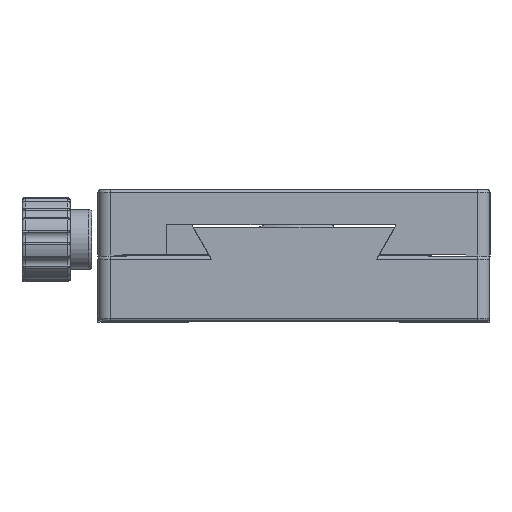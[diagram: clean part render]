
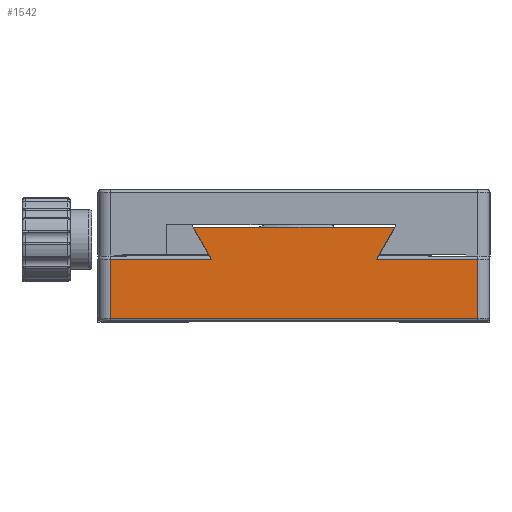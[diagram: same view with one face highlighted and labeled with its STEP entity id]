
A CAD part, left-side view. The second image highlights one B-rep face of the part: STEP entity #1542.
In plain terms, the highlighted planar face has unit normal (-1, 0, 0).
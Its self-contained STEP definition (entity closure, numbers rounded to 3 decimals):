
#1542 = ADVANCED_FACE ( 'NONE', ( #28864 ), #52703, .F. ) ;
#1850 = ORIENTED_EDGE ( 'NONE', *, *, #55086, .F. ) ;
#2198 = AXIS2_PLACEMENT_3D ( 'NONE', #16143, #31961, #53177 ) ;
#2228 = AXIS2_PLACEMENT_3D ( 'NONE', #31816, #42577, #36491 ) ;
#2474 = VERTEX_POINT ( 'NONE', #51995 ) ;
#3843 = CIRCLE ( 'NONE', #2228, 0.1 ) ;
#3951 = VECTOR ( 'NONE', #48322, 1000. ) ;
#6625 = VERTEX_POINT ( 'NONE', #62458 ) ;
#7958 = ORIENTED_EDGE ( 'NONE', *, *, #29083, .T. ) ;
#8309 = CARTESIAN_POINT ( 'NONE',  ( -70., -30.5, 0.7 ) ) ;
#8590 = CARTESIAN_POINT ( 'NONE',  ( -70., -30.5, 10.5 ) ) ;
#8671 = CARTESIAN_POINT ( 'NONE',  ( -70., -16.598, 15.7 ) ) ;
#8903 = DIRECTION ( 'NONE',  ( 0., 1., 0. ) ) ;
#10289 = ORIENTED_EDGE ( 'NONE', *, *, #62525, .F. ) ;
#10431 = ORIENTED_EDGE ( 'NONE', *, *, #56412, .F. ) ;
#10464 = CIRCLE ( 'NONE', #54143, 0.1 ) ;
#11997 = CARTESIAN_POINT ( 'NONE',  ( -70., 14., 11. ) ) ;
#12901 = LINE ( 'NONE', #46546, #64570 ) ;
#13200 = VECTOR ( 'NONE', #45133, 1000. ) ;
#13487 = EDGE_CURVE ( 'NONE', #42610, #19758, #38143, .T. ) ;
#15446 = CARTESIAN_POINT ( 'NONE',  ( -70., 30.5, 0.7 ) ) ;
#15959 = CARTESIAN_POINT ( 'NONE',  ( -70., -14., 10.5 ) ) ;
#16143 = CARTESIAN_POINT ( 'NONE',  ( -70., 32.5, 11. ) ) ;
#16333 = VECTOR ( 'NONE', #25177, 1000. ) ;
#19758 = VERTEX_POINT ( 'NONE', #63123 ) ;
#20940 = ORIENTED_EDGE ( 'NONE', *, *, #61493, .T. ) ;
#21694 = VECTOR ( 'NONE', #28258, 1000. ) ;
#23130 = DIRECTION ( 'NONE',  ( 0., 0.5, 0.866 ) ) ;
#23564 = EDGE_CURVE ( 'NONE', #2474, #41262, #10464, .T. ) ;
#23941 = VECTOR ( 'NONE', #23130, 1000. ) ;
#25007 = VECTOR ( 'NONE', #34231, 1000. ) ;
#25177 = DIRECTION ( 'NONE',  ( 0., 0., 1. ) ) ;
#25595 = LINE ( 'NONE', #11997, #23941 ) ;
#28258 = DIRECTION ( 'NONE',  ( 0., -1., 0. ) ) ;
#28380 = LINE ( 'NONE', #68772, #25007 ) ;
#28864 = FACE_OUTER_BOUND ( 'NONE', #69202, .T. ) ;
#29083 = EDGE_CURVE ( 'NONE', #6625, #43216, #3843, .T. ) ;
#31087 = LINE ( 'NONE', #68841, #37771 ) ;
#31147 = CARTESIAN_POINT ( 'NONE',  ( -70., -16.598, 15.8 ) ) ;
#31816 = CARTESIAN_POINT ( 'NONE',  ( -70., 16.598, 15.7 ) ) ;
#31961 = DIRECTION ( 'NONE',  ( 1., 0., 0. ) ) ;
#32443 = ORIENTED_EDGE ( 'NONE', *, *, #46015, .T. ) ;
#33520 = ORIENTED_EDGE ( 'NONE', *, *, #62707, .T. ) ;
#33987 = VERTEX_POINT ( 'NONE', #8590 ) ;
#34231 = DIRECTION ( 'NONE',  ( 0., -1., 0. ) ) ;
#36372 = LINE ( 'NONE', #15959, #3951 ) ;
#36491 = DIRECTION ( 'NONE',  ( 0., 1., 0. ) ) ;
#37771 = VECTOR ( 'NONE', #69084, 1000. ) ;
#38143 = LINE ( 'NONE', #39784, #13200 ) ;
#38303 = CARTESIAN_POINT ( 'NONE',  ( -70., -13.711, 10.5 ) ) ;
#39784 = CARTESIAN_POINT ( 'NONE',  ( -70., 30.5, 10.5 ) ) ;
#41262 = VERTEX_POINT ( 'NONE', #31147 ) ;
#42514 = CARTESIAN_POINT ( 'NONE',  ( -70., 16.685, 15.65 ) ) ;
#42577 = DIRECTION ( 'NONE',  ( -1., 0., 0. ) ) ;
#42610 = VERTEX_POINT ( 'NONE', #51824 ) ;
#43216 = VERTEX_POINT ( 'NONE', #42514 ) ;
#43217 = VERTEX_POINT ( 'NONE', #15446 ) ;
#45133 = DIRECTION ( 'NONE',  ( 0., 1., 0. ) ) ;
#46015 = EDGE_CURVE ( 'NONE', #33987, #60511, #36372, .T. ) ;
#46318 = DIRECTION ( 'NONE',  ( 0., 0., -1. ) ) ;
#46546 = CARTESIAN_POINT ( 'NONE',  ( -70., 30.5, 11. ) ) ;
#46673 = LINE ( 'NONE', #60692, #21694 ) ;
#48322 = DIRECTION ( 'NONE',  ( 0., 1., 0. ) ) ;
#48456 = ORIENTED_EDGE ( 'NONE', *, *, #67817, .T. ) ;
#50803 = DIRECTION ( 'NONE',  ( -1., 0., 0. ) ) ;
#51056 = CARTESIAN_POINT ( 'NONE',  ( -70., -30.5, 11. ) ) ;
#51824 = CARTESIAN_POINT ( 'NONE',  ( -70., 13.711, 10.5 ) ) ;
#51995 = CARTESIAN_POINT ( 'NONE',  ( -70., -16.685, 15.65 ) ) ;
#52703 = PLANE ( 'NONE',  #2198 ) ;
#53177 = DIRECTION ( 'NONE',  ( 0., 1., 0. ) ) ;
#54143 = AXIS2_PLACEMENT_3D ( 'NONE', #8671, #50803, #8903 ) ;
#55086 = EDGE_CURVE ( 'NONE', #2474, #60511, #31087, .T. ) ;
#56412 = EDGE_CURVE ( 'NONE', #6625, #41262, #46673, .T. ) ;
#60511 = VERTEX_POINT ( 'NONE', #38303 ) ;
#60585 = LINE ( 'NONE', #51056, #16333 ) ;
#60692 = CARTESIAN_POINT ( 'NONE',  ( -70., 16.771, 15.8 ) ) ;
#61493 = EDGE_CURVE ( 'NONE', #43217, #64415, #28380, .T. ) ;
#62458 = CARTESIAN_POINT ( 'NONE',  ( -70., 16.598, 15.8 ) ) ;
#62525 = EDGE_CURVE ( 'NONE', #42610, #43216, #25595, .T. ) ;
#62707 = EDGE_CURVE ( 'NONE', #64415, #33987, #60585, .T. ) ;
#63123 = CARTESIAN_POINT ( 'NONE',  ( -70., 30.5, 10.5 ) ) ;
#64192 = ORIENTED_EDGE ( 'NONE', *, *, #23564, .T. ) ;
#64415 = VERTEX_POINT ( 'NONE', #8309 ) ;
#64570 = VECTOR ( 'NONE', #46318, 1000. ) ;
#66610 = ORIENTED_EDGE ( 'NONE', *, *, #13487, .T. ) ;
#67817 = EDGE_CURVE ( 'NONE', #19758, #43217, #12901, .T. ) ;
#68772 = CARTESIAN_POINT ( 'NONE',  ( -70., -30.5, 0.7 ) ) ;
#68841 = CARTESIAN_POINT ( 'NONE',  ( -70., -16.771, 15.8 ) ) ;
#69084 = DIRECTION ( 'NONE',  ( 0., 0.5, -0.866 ) ) ;
#69202 = EDGE_LOOP ( 'NONE', ( #10431, #7958, #10289, #66610, #48456, #20940, #33520, #32443, #1850, #64192 ) ) ;
